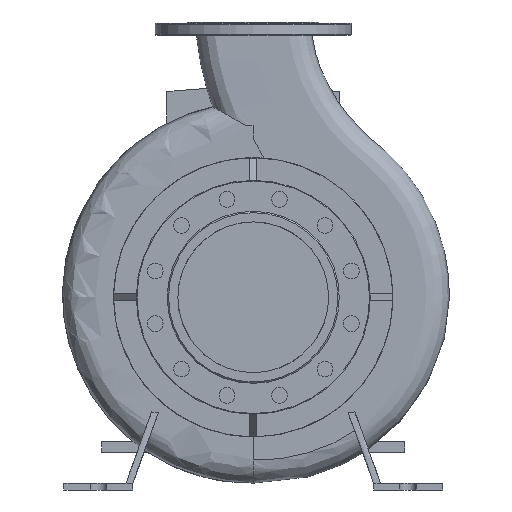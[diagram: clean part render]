
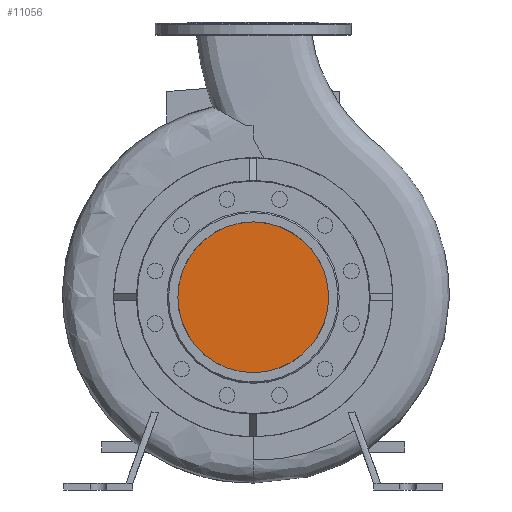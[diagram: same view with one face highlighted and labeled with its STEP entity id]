
A CAD part, left-side view. The second image highlights one B-rep face of the part: STEP entity #11056.
In plain terms, the highlighted planar face has unit normal (-1, 0, 0).
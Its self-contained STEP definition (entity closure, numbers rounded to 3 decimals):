
#485=CIRCLE('',#11817,109.55);
#976=PLANE('',#11816);
#1462=FACE_OUTER_BOUND('',#2243,.T.);
#2243=EDGE_LOOP('',(#8567));
#5265=VERTEX_POINT('',#17805);
#6479=EDGE_CURVE('',#5265,#5265,#485,.T.);
#8567=ORIENTED_EDGE('',*,*,#6479,.T.);
#11056=ADVANCED_FACE('',(#1462),#976,.F.);
#11816=AXIS2_PLACEMENT_3D('',#17804,#13567,#13568);
#11817=AXIS2_PLACEMENT_3D('',#17806,#13569,#13570);
#13567=DIRECTION('center_axis',(1.,0.,0.));
#13568=DIRECTION('ref_axis',(0.,0.,1.));
#13569=DIRECTION('center_axis',(-1.,0.,0.));
#13570=DIRECTION('ref_axis',(0.,-1.,0.));
#17804=CARTESIAN_POINT('Origin',(-150.,-54.775,280.));
#17805=CARTESIAN_POINT('',(-150.,-109.55,280.));
#17806=CARTESIAN_POINT('Origin',(-150.,0.,
280.));
